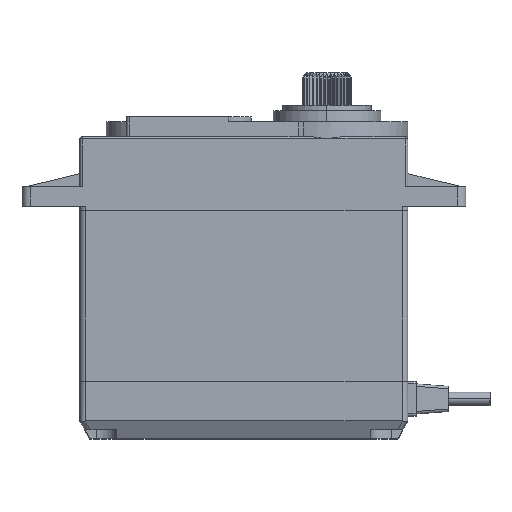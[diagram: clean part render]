
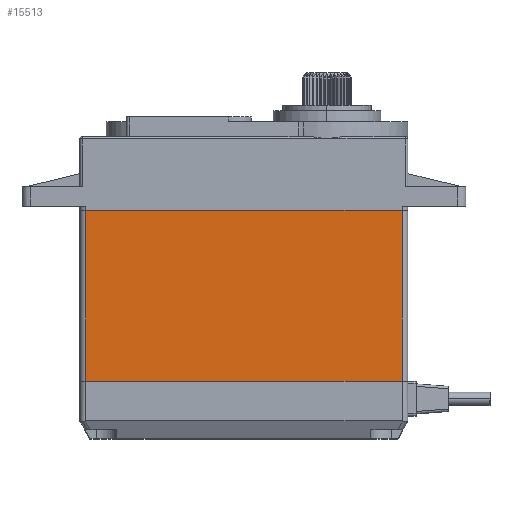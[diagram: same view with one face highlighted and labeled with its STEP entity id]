
A CAD part, top view. The second image highlights one B-rep face of the part: STEP entity #15513.
In plain terms, the highlighted planar face has unit normal (0, 0, 1).
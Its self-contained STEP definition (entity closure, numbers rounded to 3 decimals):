
#15156=CARTESIAN_POINT('',(19.25,-21.3,9.85));
#15157=VERTEX_POINT('',#15156);
#15165=CARTESIAN_POINT('',(-19.25,-21.3,9.85));
#15166=VERTEX_POINT('',#15165);
#15167=CARTESIAN_POINT('',(19.25,-21.3,9.85));
#15168=DIRECTION('',(-1.,0.,0.));
#15169=VECTOR('',#15168,38.5);
#15170=LINE('',#15167,#15169);
#15171=EDGE_CURVE('',#15157,#15166,#15170,.T.);
#15285=CARTESIAN_POINT('',(-19.25,-0.5,9.85));
#15286=VERTEX_POINT('',#15285);
#15294=CARTESIAN_POINT('',(19.25,-0.5,9.85));
#15295=VERTEX_POINT('',#15294);
#15296=CARTESIAN_POINT('',(-19.25,-0.5,9.85));
#15297=DIRECTION('',(1.,0.,0.));
#15298=VECTOR('',#15297,38.5);
#15299=LINE('',#15296,#15298);
#15300=EDGE_CURVE('',#15286,#15295,#15299,.T.);
#15486=CARTESIAN_POINT('',(19.25,-0.5,9.85));
#15487=DIRECTION('',(0.,-1.,0.));
#15488=VECTOR('',#15487,20.8);
#15489=LINE('',#15486,#15488);
#15490=EDGE_CURVE('',#15295,#15157,#15489,.T.);
#15497=CARTESIAN_POINT('',(19.25,-21.3,9.85));
#15498=DIRECTION('',(-1.,0.,0.));
#15499=DIRECTION('',(0.,0.,1.));
#15500=AXIS2_PLACEMENT_3D('',#15497,#15499,#15498);
#15501=PLANE('',#15500);
#15502=ORIENTED_EDGE('',*,*,#15300,.F.);
#15503=CARTESIAN_POINT('',(-19.25,-0.5,9.85));
#15504=DIRECTION('',(0.,-1.,0.));
#15505=VECTOR('',#15504,20.8);
#15506=LINE('',#15503,#15505);
#15507=EDGE_CURVE('',#15286,#15166,#15506,.T.);
#15508=ORIENTED_EDGE('E2914',*,*,#15507,.T.);
#15509=ORIENTED_EDGE('E2914',*,*,#15171,.F.);
#15510=ORIENTED_EDGE('E2914',*,*,#15490,.F.);
#15511=EDGE_LOOP('',(#15502,#15508,#15509,#15510));
#15512=FACE_OUTER_BOUND('',#15511,.T.);
#15513=ADVANCED_FACE('F1011',(#15512),#15501,.T.);
